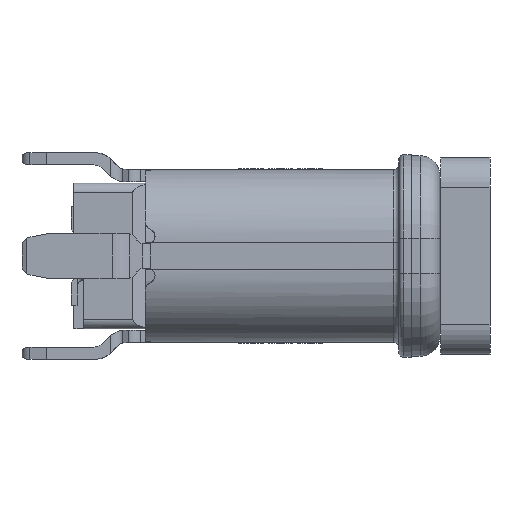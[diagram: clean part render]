
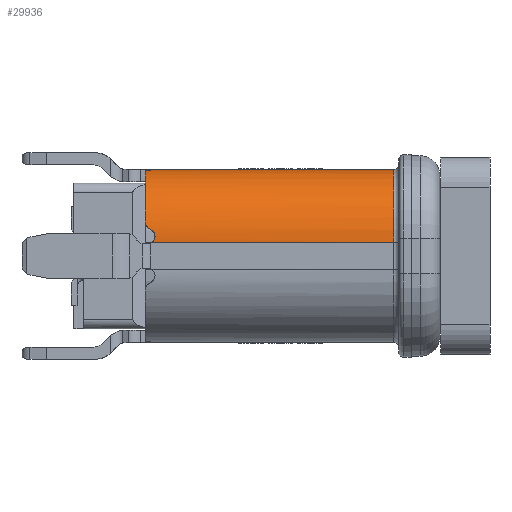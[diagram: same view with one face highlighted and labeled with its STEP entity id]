
A CAD part, front view. The second image highlights one B-rep face of the part: STEP entity #29936.
In plain terms, the highlighted cylindrical face has radius 1.475 mm (diameter 2.95 mm), a partial arc.
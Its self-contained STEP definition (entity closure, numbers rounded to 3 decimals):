
#2517=CARTESIAN_POINT('',(3.17,-1.755,-2.7));
#2518=CARTESIAN_POINT('',(3.172,-1.755,-2.7));
#2519=CARTESIAN_POINT('',(3.173,-1.755,
-2.7));
#2520=CARTESIAN_POINT('',(3.175,-1.755,
-2.7));
#3168=CARTESIAN_POINT('',(3.175,-1.755,
-2.7));
#3169=CARTESIAN_POINT('',(3.175,-1.755,
-2.7));
#3170=CARTESIAN_POINT('',(3.175,-1.755,
-2.699));
#3171=CARTESIAN_POINT('',(3.175,-1.755,
-2.698));
#3172=CARTESIAN_POINT('',(3.175,-1.755,
-2.697));
#3173=CARTESIAN_POINT('',(3.175,-1.755,
-2.697));
#3175=DIRECTION('',(0.,0.,1.));
#3176=VECTOR('',#3175,0.097);
#3177=CARTESIAN_POINT('',(3.175,-1.755,
-2.697));
#3178=LINE('',#3177,#3176);
#3187=CARTESIAN_POINT('',(3.556,-1.704,-2.6));
#3188=CARTESIAN_POINT('',(3.535,-1.709,-2.6));
#3189=CARTESIAN_POINT('',(3.495,-1.719,
-2.594));
#3190=CARTESIAN_POINT('',(3.44,-1.73,
-2.567));
#3191=CARTESIAN_POINT('',(3.411,-1.735,
-2.539));
#3192=CARTESIAN_POINT('',(3.399,-1.737,
-2.523));
#3194=DIRECTION('',(0.,0.,1.));
#3195=VECTOR('',#3194,5.15);
#3196=CARTESIAN_POINT('',(3.17,-1.755,-2.7));
#3197=LINE('',#3196,#3195);
#3198=DIRECTION('',(0.,0.,-1.));
#3199=VECTOR('',#3198,4.91);
#3200=CARTESIAN_POINT('',(4.645,-0.28,2.45));
#3201=LINE('',#3200,#3199);
#3202=CARTESIAN_POINT('',(3.17,-0.28,-2.6));
#3203=DIRECTION('',(0.,0.,1.));
#3204=DIRECTION('',(0.581,-0.814,0.));
#3205=AXIS2_PLACEMENT_3D('',#3202,#3203,#3204);
#3984=CARTESIAN_POINT('',(4.623,-0.536,
-2.486));
#3985=CARTESIAN_POINT('',(4.624,-0.529,
-2.473));
#3986=CARTESIAN_POINT('',(4.627,-0.513,
-2.448));
#3987=CARTESIAN_POINT('',(4.632,-0.479,
-2.42));
#3988=CARTESIAN_POINT('',(4.637,-0.438,
-2.403));
#3989=CARTESIAN_POINT('',(4.641,-0.392,
-2.398));
#3990=CARTESIAN_POINT('',(4.644,-0.349,
-2.407));
#3991=CARTESIAN_POINT('',(4.645,-0.309,
-2.428));
#3992=CARTESIAN_POINT('',(4.645,-0.289,-2.449));
#3993=CARTESIAN_POINT('',(4.645,-0.28,-2.46));
#3999=CARTESIAN_POINT('',(4.579,-0.716,-2.6));
#4000=CARTESIAN_POINT('',(4.585,-0.697,-2.6));
#4001=CARTESIAN_POINT('',(4.596,-0.66,
-2.595));
#4002=CARTESIAN_POINT('',(4.609,-0.607,
-2.571));
#4003=CARTESIAN_POINT('',(4.618,-0.564,
-2.534));
#4004=CARTESIAN_POINT('',(4.621,-0.543,
-2.502));
#4005=CARTESIAN_POINT('',(4.623,-0.536,
-2.486));
#4061=CARTESIAN_POINT('',(3.17,-0.28,-2.6));
#4062=DIRECTION('',(0.,0.,1.));
#4063=DIRECTION('',(0.813,-0.582,0.));
#4064=AXIS2_PLACEMENT_3D('',#4061,#4062,#4063);
#4086=CARTESIAN_POINT('',(3.175,-1.755,
-2.6));
#4087=CARTESIAN_POINT('',(3.175,-1.755,
-2.587));
#4088=CARTESIAN_POINT('',(3.179,-1.755,
-2.562));
#4089=CARTESIAN_POINT('',(3.196,-1.755,
-2.526));
#4090=CARTESIAN_POINT('',(3.224,-1.754,
-2.498));
#4091=CARTESIAN_POINT('',(3.259,-1.752,
-2.48));
#4092=CARTESIAN_POINT('',(3.298,-1.75,
-2.473));
#4093=CARTESIAN_POINT('',(3.337,-1.746,
-2.478));
#4094=CARTESIAN_POINT('',(3.372,-1.741,
-2.495));
#4095=CARTESIAN_POINT('',(3.391,-1.738,
-2.513));
#4096=CARTESIAN_POINT('',(3.399,-1.737,
-2.523));
#4119=CARTESIAN_POINT('',(3.17,-0.28,-2.6));
#4120=DIRECTION('',(0.,0.,1.));
#4121=DIRECTION('',(0.262,-0.965,0.));
#4122=AXIS2_PLACEMENT_3D('',#4119,#4120,#4121);
#14714=CARTESIAN_POINT('',(3.17,-0.28,2.45));
#14715=DIRECTION('',(0.,0.,-1.));
#14716=DIRECTION('',(1.,0.,0.));
#14717=AXIS2_PLACEMENT_3D('',#14714,#14715,#14716);
#21955=CARTESIAN_POINT('',(4.028,-1.48,-2.6));
#21957=VERTEX_POINT('',#21955);
#21972=CARTESIAN_POINT('',(4.37,-1.138,-2.6));
#21973=VERTEX_POINT('',#21972);
#21976=CARTESIAN_POINT('',(3.556,-1.704,-2.6));
#21977=VERTEX_POINT('',#21976);
#21978=VERTEX_POINT('',#3192);
#21979=VERTEX_POINT('',#4086);
#21980=CARTESIAN_POINT('',(3.175,-1.755,
-2.697));
#21981=VERTEX_POINT('',#21980);
#21982=VERTEX_POINT('',#3168);
#21983=VERTEX_POINT('',#2517);
#21984=CARTESIAN_POINT('',(3.17,-1.755,2.45));
#21985=VERTEX_POINT('',#21984);
#21986=CARTESIAN_POINT('',(4.645,-0.28,2.45));
#21987=VERTEX_POINT('',#21986);
#21988=CARTESIAN_POINT('',(4.645,-0.28,-2.46));
#21989=VERTEX_POINT('',#21988);
#21990=VERTEX_POINT('',#3984);
#21991=VERTEX_POINT('',#3999);
#29907=CARTESIAN_POINT('',(3.17,-0.28,7.039));
#29908=DIRECTION('',(0.,0.,-1.));
#29909=DIRECTION('',(-1.,0.,0.));
#29910=AXIS2_PLACEMENT_3D('',#29907,#29908,#29909);
#29911=CYLINDRICAL_SURFACE('',#29910,1.475);
#29913=ORIENTED_EDGE('',*,*,#29912,.F.);
#29915=ORIENTED_EDGE('',*,*,#29914,.F.);
#29917=ORIENTED_EDGE('',*,*,#29916,.T.);
#29919=ORIENTED_EDGE('',*,*,#29918,.F.);
#29920=ORIENTED_EDGE('',*,*,#29899,.F.);
#29921=ORIENTED_EDGE('',*,*,#29888,.F.);
#29922=ORIENTED_EDGE('',*,*,#29021,.F.);
#29923=ORIENTED_EDGE('',*,*,#29019,.T.);
#29925=ORIENTED_EDGE('',*,*,#29924,.F.);
#29927=ORIENTED_EDGE('',*,*,#29926,.T.);
#29929=ORIENTED_EDGE('',*,*,#29928,.F.);
#29931=ORIENTED_EDGE('',*,*,#29930,.F.);
#29933=ORIENTED_EDGE('',*,*,#29932,.F.);
#29934=EDGE_LOOP('',(#29913,#29915,#29917,#29919,#29920,#29921,#29922,#29923,
#29925,#29927,#29929,#29931,#29933));
#29935=FACE_OUTER_BOUND('',#29934,.F.);
#29936=ADVANCED_FACE('',(#29935),#29911,.T.);
#2521=B_SPLINE_CURVE_WITH_KNOTS('',3,(#2517,#2518,#2519,#2520),.UNSPECIFIED.,
.F.,.F.,(4,4),(0.,1.),.UNSPECIFIED.);
#3174=B_SPLINE_CURVE_WITH_KNOTS('',3,(#3168,#3169,#3170,#3171,#3172,#3173),
.UNSPECIFIED.,.F.,.F.,(4,1,1,4),(0.,0.333,0.667,1.),
.UNSPECIFIED.);
#3193=B_SPLINE_CURVE_WITH_KNOTS('',3,(#3187,#3188,#3189,#3190,#3191,#3192),
.UNSPECIFIED.,.F.,.F.,(4,1,1,4),(0.,0.333,0.667,1.),
.UNSPECIFIED.);
#3206=CIRCLE('',#3205,1.475);
#3994=B_SPLINE_CURVE_WITH_KNOTS('',3,(#3984,#3985,#3986,#3987,#3988,#3989,#3990,
#3991,#3992,#3993),.UNSPECIFIED.,.F.,.F.,(4,1,1,1,1,1,1,4),(0.,
0.143,0.286,0.429,0.571,
0.714,0.857,1.),.UNSPECIFIED.);
#4006=B_SPLINE_CURVE_WITH_KNOTS('',3,(#3999,#4000,#4001,#4002,#4003,#4004,
#4005),.UNSPECIFIED.,.F.,.F.,(4,1,1,1,4),(0.,0.25,0.5,0.75,1.),
.UNSPECIFIED.);
#4065=CIRCLE('',#4064,1.475);
#4097=B_SPLINE_CURVE_WITH_KNOTS('',3,(#4086,#4087,#4088,#4089,#4090,#4091,#4092,
#4093,#4094,#4095,#4096),.UNSPECIFIED.,.F.,.F.,(4,1,1,1,1,1,1,1,4),(0.,
0.125,0.25,0.375,0.5,0.625,0.75,0.875,1.),.UNSPECIFIED.);
#4123=CIRCLE('',#4122,1.475);
#14718=CIRCLE('',#14717,1.475);
#29019=EDGE_CURVE('',#21983,#21985,#3197,.T.);
#29021=EDGE_CURVE('',#21983,#21982,#2521,.T.);
#29888=EDGE_CURVE('',#21982,#21981,#3174,.T.);
#29899=EDGE_CURVE('',#21981,#21979,#3178,.T.);
#29912=EDGE_CURVE('',#21957,#21973,#3206,.T.);
#29914=EDGE_CURVE('',#21977,#21957,#4123,.T.);
#29916=EDGE_CURVE('',#21977,#21978,#3193,.T.);
#29918=EDGE_CURVE('',#21979,#21978,#4097,.T.);
#29924=EDGE_CURVE('',#21987,#21985,#14718,.T.);
#29926=EDGE_CURVE('',#21987,#21989,#3201,.T.);
#29928=EDGE_CURVE('',#21990,#21989,#3994,.T.);
#29930=EDGE_CURVE('',#21991,#21990,#4006,.T.);
#29932=EDGE_CURVE('',#21973,#21991,#4065,.T.);
